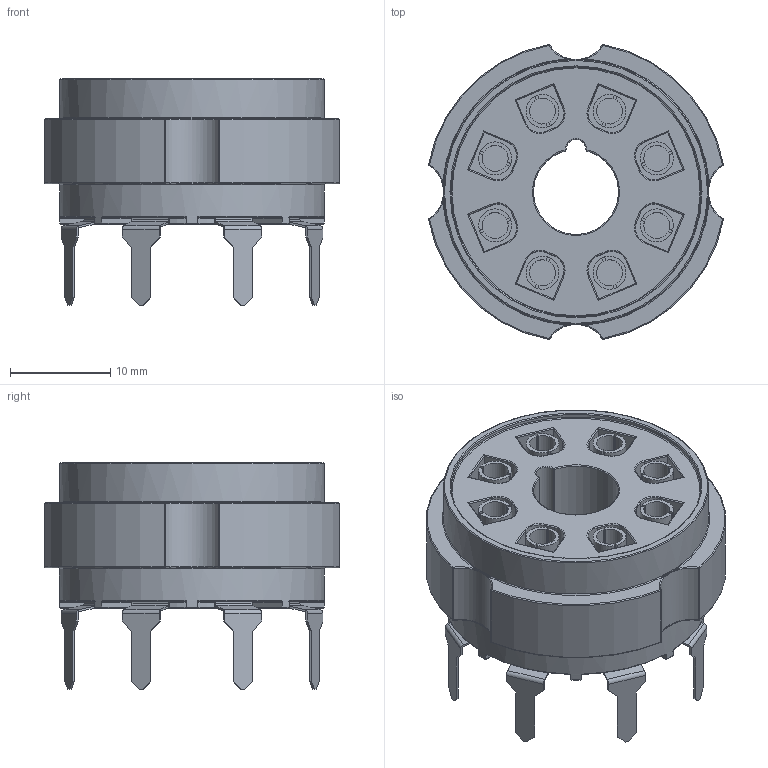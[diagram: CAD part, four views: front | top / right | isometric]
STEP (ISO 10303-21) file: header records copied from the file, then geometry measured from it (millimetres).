
FILE_DESCRIPTION(/* description */ (''),/* implementation_level */ '2;1');
FILE_NAME(/* name */ 'octal-socket.stp',/* time_stamp */ '2016-09-09T23:47:38+03:00',/* author */ ('Venci'),/* organization */ (''),/* preprocessor_version */ 'ST-DEVELOPER v16.1',/* originating_system */ 'Autodesk Inventor 2016',/* authorisation */ '');
FILE_SCHEMA (('AUTOMOTIVE_DESIGN { 1 0 10303 214 3 1 1 }'));
Length unit declared in the file: millimetre
Products named in the file (1): octal-socket
Bounding box: 29.49 x 29.49 x 22.6 mm (x, y, z)
Volume: 6504.5 mm3; surface area: 6719.1 mm2
Topology: 17 solids, 17 shells, 669 faces, 1613 edges, 987 vertices
Faces by surface type: plane 267, cylinder 183, torus 103, bspline 80, sphere 36
Full cylindrical faces by diameter (mm): 3.3 x8, 25 x1, 26.5 x2
Entity records: 23700 total; most frequent: CARTESIAN_POINT 8354, DIRECTION 3204, ORIENTED_EDGE 3180, EDGE_CURVE 1590, AXIS2_PLACEMENT_3D 1216, VERTEX_POINT 978, LINE 772, VECTOR 772
